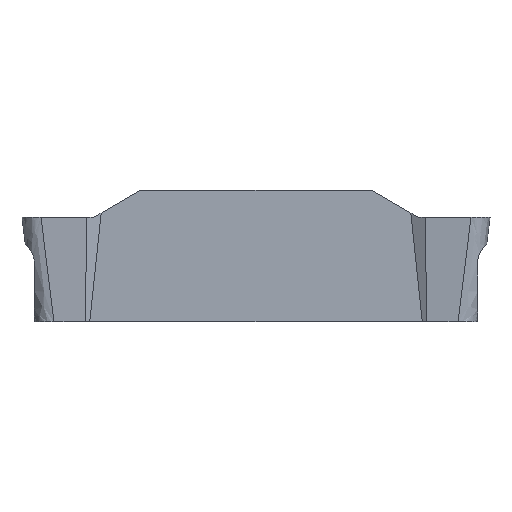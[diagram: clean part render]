
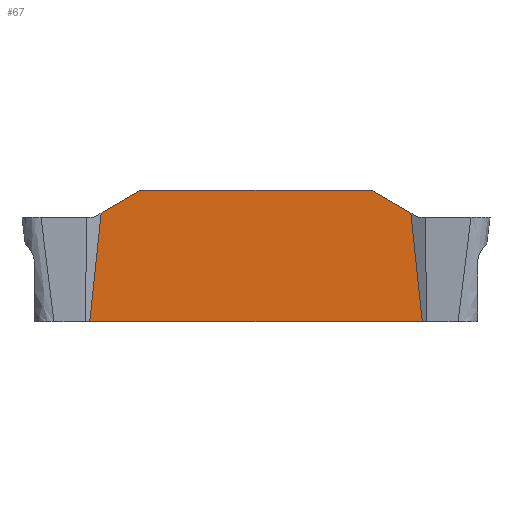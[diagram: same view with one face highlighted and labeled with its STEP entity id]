
A CAD part, left-side view. The second image highlights one B-rep face of the part: STEP entity #67.
In plain terms, the highlighted planar face has unit normal (-1, 0, 0).
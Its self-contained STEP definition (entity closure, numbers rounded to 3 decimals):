
#67=ADVANCED_FACE('SIDE_IB_1_SU5',(#119),#97,.F.);
#97=PLANE('',#630);
#119=FACE_OUTER_BOUND('',#149,.T.);
#149=EDGE_LOOP('',(#179,#180,#181,#182,#183,#184));
#179=ORIENTED_EDGE('',*,*,#403,.F.);
#180=ORIENTED_EDGE('',*,*,#404,.T.);
#181=ORIENTED_EDGE('',*,*,#405,.F.);
#182=ORIENTED_EDGE('',*,*,#406,.T.);
#183=ORIENTED_EDGE('',*,*,#407,.F.);
#184=ORIENTED_EDGE('',*,*,#408,.F.);
#347=VERTEX_POINT('',#803);
#348=VERTEX_POINT('',#804);
#349=VERTEX_POINT('',#806);
#350=VERTEX_POINT('',#808);
#351=VERTEX_POINT('',#810);
#352=VERTEX_POINT('',#812);
#403=EDGE_CURVE('',#347,#348,#487,.T.);
#404=EDGE_CURVE('',#347,#349,#488,.T.);
#405=EDGE_CURVE('',#350,#349,#489,.T.);
#406=EDGE_CURVE('',#350,#351,#490,.T.);
#407=EDGE_CURVE('',#352,#351,#491,.T.);
#408=EDGE_CURVE('',#348,#352,#492,.T.);
#487=LINE('',#802,#539);
#488=LINE('',#805,#540);
#489=LINE('',#807,#541);
#490=LINE('',#809,#542);
#491=LINE('',#811,#543);
#492=LINE('',#813,#544);
#539=VECTOR('',#666,1.);
#540=VECTOR('',#667,1.);
#541=VECTOR('',#668,1.);
#542=VECTOR('',#669,1.);
#543=VECTOR('',#670,1.);
#544=VECTOR('',#671,1.);
#630=AXIS2_PLACEMENT_3D('',#814,#672,#673);
#666=DIRECTION('',(0.,-0.866,0.5));
#667=DIRECTION('',(0.,0.104,-0.995));
#668=DIRECTION('',(0.,1.,0.));
#669=DIRECTION('',(0.,0.104,0.995));
#670=DIRECTION('',(0.,-0.866,-0.5));
#671=DIRECTION('',(0.,-1.,0.));
#672=DIRECTION('',(1.,0.,0.));
#673=DIRECTION('',(0.,0.,-1.));
#802=CARTESIAN_POINT('',(-1.15,1.779,3.081));
#803=CARTESIAN_POINT('',(-1.15,6.793,0.186));
#804=CARTESIAN_POINT('',(-1.15,5.05,1.192));
#805=CARTESIAN_POINT('',(-1.15,6.738,0.706));
#806=CARTESIAN_POINT('',(-1.15,7.294,-4.592));
#807=CARTESIAN_POINT('',(-1.15,0.,-4.592));
#808=CARTESIAN_POINT('',(-1.15,-7.294,-4.592));
#809=CARTESIAN_POINT('',(-1.15,-6.738,0.706));
#810=CARTESIAN_POINT('',(-1.15,-6.793,0.186));
#811=CARTESIAN_POINT('',(-1.15,-1.779,3.081));
#812=CARTESIAN_POINT('',(-1.15,-5.05,1.192));
#813=CARTESIAN_POINT('',(-1.15,0.,1.192));
#814=CARTESIAN_POINT('',(-1.15,0.,0.));
